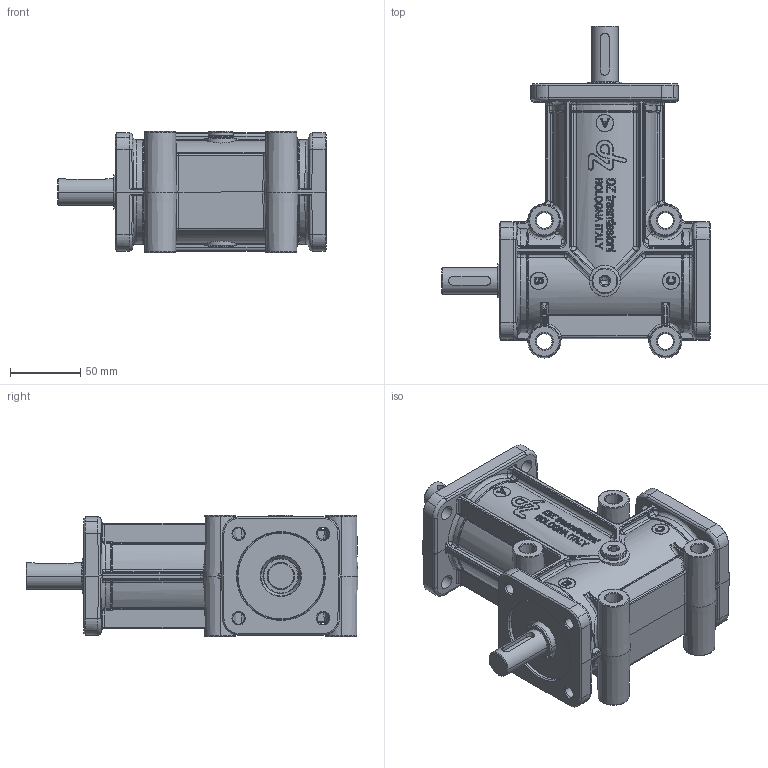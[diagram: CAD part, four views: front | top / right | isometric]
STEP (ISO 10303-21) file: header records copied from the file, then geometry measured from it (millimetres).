
FILE_DESCRIPTION(('STEP AP214'),'1');
FILE_NAME('.stp','2017-07-04T11:38:21',('TraceParts'),('TraceParts S.A.'),'Spatial InterOp 3D',' ',' ');
FILE_SCHEMA(('automotive_design'));
Length unit declared in the file: millimetre
Products named in the file (1): zp_30s–4pab–
Bounding box: 191 x 235.75 x 86 mm (x, y, z)
Volume: 1361729.8 mm3; surface area: 141962.4 mm2
Topology: 1 solids, 1 shells, 2954 faces, 7544 edges, 4506 vertices
Faces by surface type: bspline 1235, cylinder 1044, plane 368, torus 123, cone 120, sphere 64
Entity records: 192967 total; most frequent: CARTESIAN_POINT 105367, ORIENTED_EDGE 14802, DIRECTION 11384, EDGE_CURVE 7401, AXIS2_PLACEMENT_3D 4695, VERTEX_POINT 4510, EDGE_LOOP 3047, STYLED_ITEM 2955
